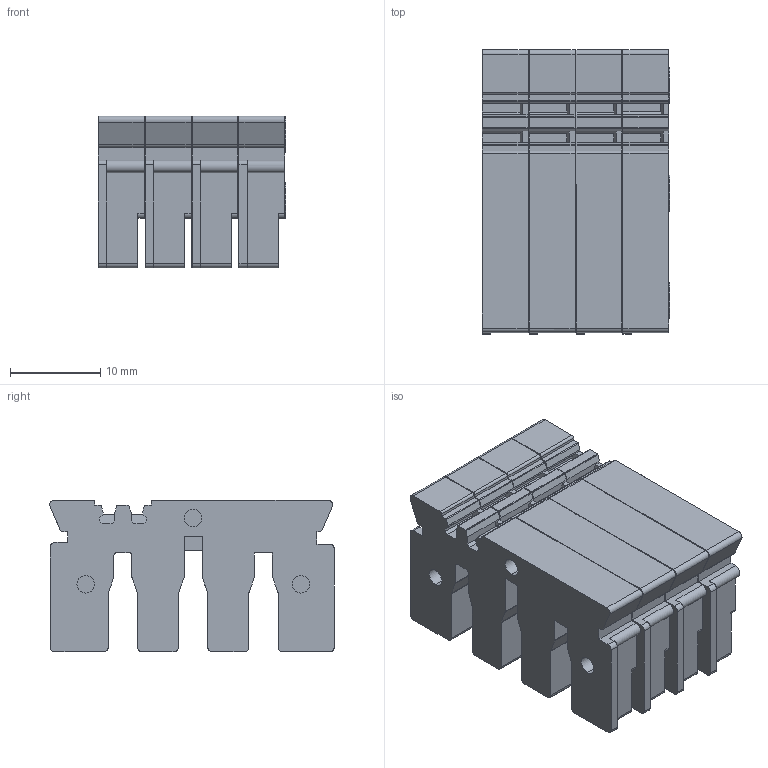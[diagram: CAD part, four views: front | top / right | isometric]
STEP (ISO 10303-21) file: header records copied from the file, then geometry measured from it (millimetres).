
FILE_DESCRIPTION(('CATIA V5 STEP Exchange','CAx-IF Rec.Pracs.--- Model Styling and Organization---1.5--- 2016-08-15','CAx-IF Rec.Pracs.---Supplemental Geometry---1.0---2011-11-01','CAx-IF Rec.Pracs.--- Composite Materials ---1.1---2010-07-15'),'2;1');
FILE_NAME ('026128-2_0', '2025-09-22T07:35:32+00:00', ('none'), ('Weidmueller'), 'CATIA Version 5-6 Release 2024 SP4', 'CATIA V5 STEP AP214 v3', 'none');
FILE_SCHEMA(('AUTOMOTIVE_DESIGN { 1 0 10303 214 1 1 1 1 }'));
Length unit declared in the file: millimetre
Products named in the file (1): 1906990000
Bounding box: 20.8 x 31.56 x 16.85 mm (x, y, z)
Volume: 6919.5 mm3; surface area: 7387.8 mm2
Topology: 1 solids, 10 shells, 711 faces, 2114 edges, 1420 vertices
Faces by surface type: plane 431, cylinder 280
Entity records: 21053 total; most frequent: CARTESIAN_POINT 4237, ORIENTED_EDGE 4228, DIRECTION 2359, EDGE_CURVE 2114, VECTOR 1522, LINE 1522, VERTEX_POINT 1420, EDGE_LOOP 732
